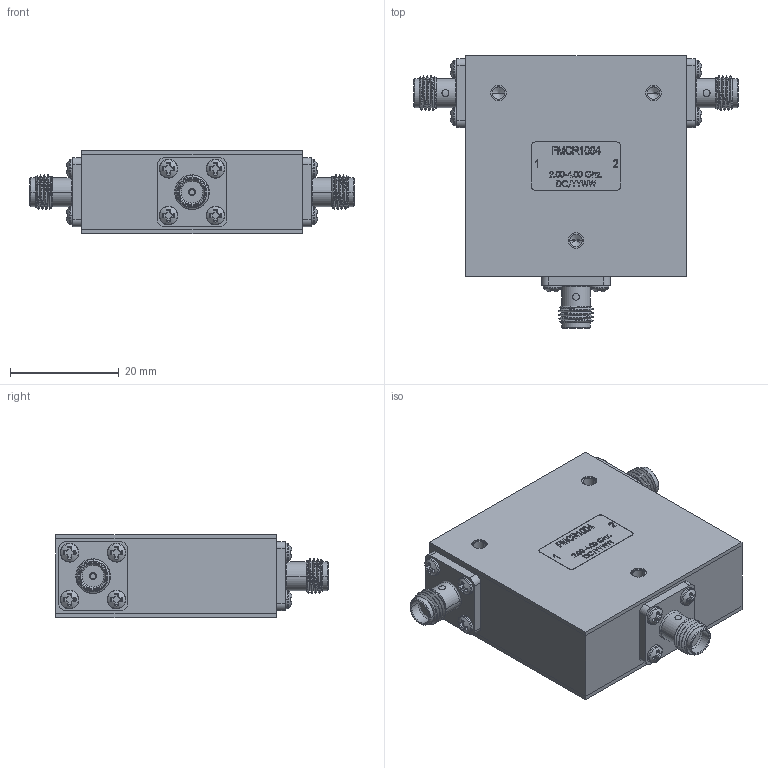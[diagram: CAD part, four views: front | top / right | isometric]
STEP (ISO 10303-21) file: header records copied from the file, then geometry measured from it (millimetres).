
FILE_DESCRIPTION (( 'STEP AP214' ), '1' );
FILE_NAME ('FMCR1004_3D.step', '2024-01-26T15:45:25', ( '' ), ( '' ), 'SwSTEP 2.0', 'SolidWorks 2022', '' );
FILE_SCHEMA (( 'AUTOMOTIVE_DESIGN' ));
Length unit declared in the file: inch
Products named in the file (1): FMCR1004_3D
Bounding box: 59.69 x 50.16 x 15.29 mm (x, y, z)
Volume: 26307.9 mm3; surface area: 7638.5 mm2
Topology: 1 solids, 16 shells, 1087 faces, 2839 edges, 1873 vertices
Faces by surface type: plane 496, cylinder 265, bspline 212, cone 108, torus 6
Entity records: 61505 total; most frequent: CARTESIAN_POINT 37266, ORIENTED_EDGE 5654, DIRECTION 4052, EDGE_CURVE 2827, VERTEX_POINT 1873, AXIS2_PLACEMENT_3D 1358, VECTOR 1336, LINE 1336
